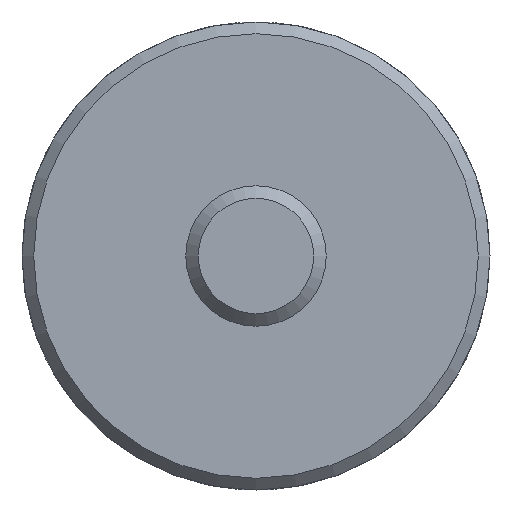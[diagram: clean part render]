
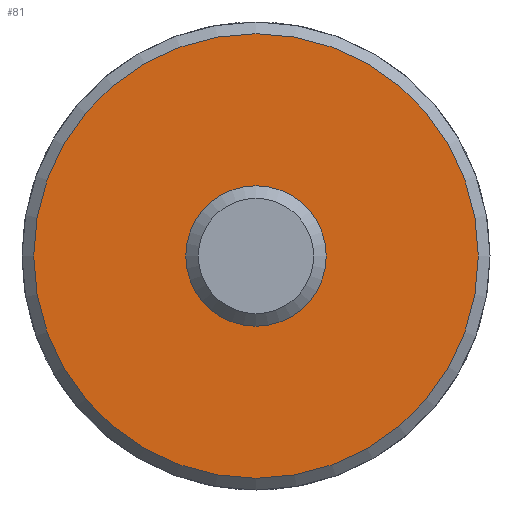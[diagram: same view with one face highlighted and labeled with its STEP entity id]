
A CAD part, front view. The second image highlights one B-rep face of the part: STEP entity #81.
In plain terms, the highlighted planar face has unit normal (0, -1, 0).
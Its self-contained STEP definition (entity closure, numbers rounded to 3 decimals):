
#81 = ADVANCED_FACE( '', ( #183, #184 ), #185, .F. );
#183 = FACE_OUTER_BOUND( '', #301, .T. );
#184 = FACE_BOUND( '', #302, .T. );
#185 = PLANE( '', #303 );
#301 = EDGE_LOOP( '', ( #469 ) );
#302 = EDGE_LOOP( '', ( #470 ) );
#303 = AXIS2_PLACEMENT_3D( '', #471, #472, #473 );
#469 = ORIENTED_EDGE( '', *, *, #638, .F. );
#470 = ORIENTED_EDGE( '', *, *, #588, .T. );
#471 = CARTESIAN_POINT( '', ( -4.7, 0., 0. ) );
#472 = DIRECTION( '', ( 0., 1., 0. ) );
#473 = DIRECTION( '', ( 0., 0., 1. ) );
#588 = EDGE_CURVE( '', #670, #670, #671, .T. );
#638 = EDGE_CURVE( '', #748, #748, #749, .T. );
#670 = VERTEX_POINT( '', #786 );
#671 = CIRCLE( '', #787, 4.7 );
#748 = VERTEX_POINT( '', #883 );
#749 = CIRCLE( '', #884, 19. );
#786 = CARTESIAN_POINT( '', ( 0., 0., 4.7 ) );
#787 = AXIS2_PLACEMENT_3D( '', #922, #923, #924 );
#883 = CARTESIAN_POINT( '', ( 0., 0., 19. ) );
#884 = AXIS2_PLACEMENT_3D( '', #995, #996, #997 );
#922 = CARTESIAN_POINT( '', ( 0., 0., 0. ) );
#923 = DIRECTION( '', ( 0., 1., 0. ) );
#924 = DIRECTION( '', ( 0., 0., 1. ) );
#995 = CARTESIAN_POINT( '', ( 0., 0., 0. ) );
#996 = DIRECTION( '', ( 0., 1., 0. ) );
#997 = DIRECTION( '', ( 0., 0., 1. ) );
